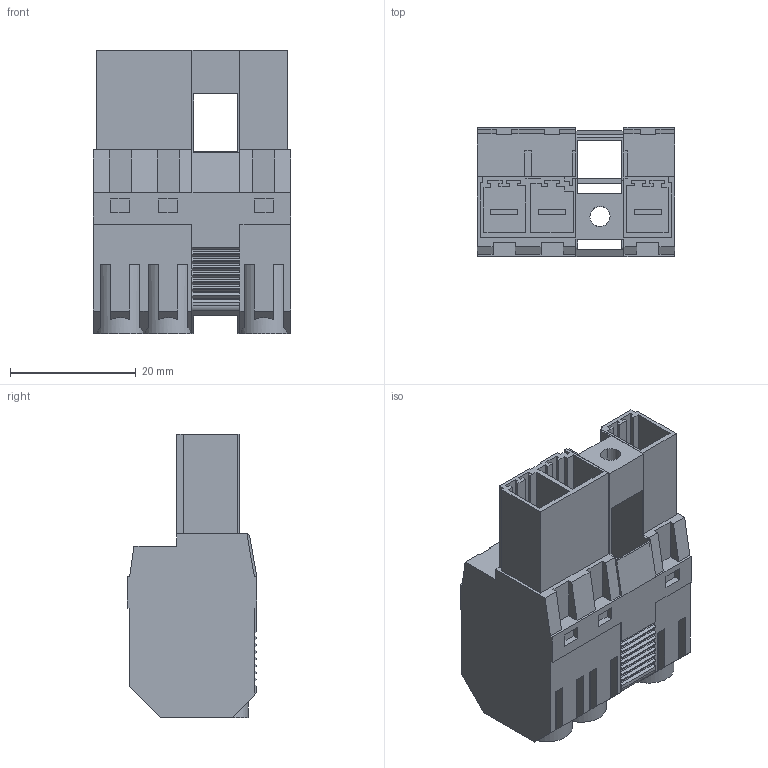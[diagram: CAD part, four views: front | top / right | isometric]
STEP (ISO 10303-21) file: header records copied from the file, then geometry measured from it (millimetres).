
FILE_DESCRIPTION(('CATIA V5 STEP Exchange','CAx-IF Rec.Pracs.--- Model Styling and Organization---1.4--- 2014-01-23'),'2;1');
FILE_NAME ('D1447978_1_1061120000_1061120000.stp','2022-10-14T09:33:18+00:00',('none'),('Weidmueller'),'CATIA Version 5-6 Release 2016 SP3 HF44','CATIA V5 STEP AP214','none');
FILE_SCHEMA(('AUTOMOTIVE_DESIGN { 1 0 10303 214 1 1 1 1 }'));
Length unit declared in the file: millimetre
Products named in the file (1): 1061120000
Bounding box: 31.38 x 20.6 x 45.01 mm (x, y, z)
Volume: 12922.1 mm3; surface area: 10436 mm2
Topology: 5 solids, 5 shells, 466 faces, 1290 edges, 845 vertices
Faces by surface type: plane 411, cylinder 55
Entity records: 13825 total; most frequent: ORIENTED_EDGE 2580, CARTESIAN_POINT 2551, DIRECTION 1889, EDGE_CURVE 1290, VECTOR 1164, LINE 1164, VERTEX_POINT 845, EDGE_LOOP 489
